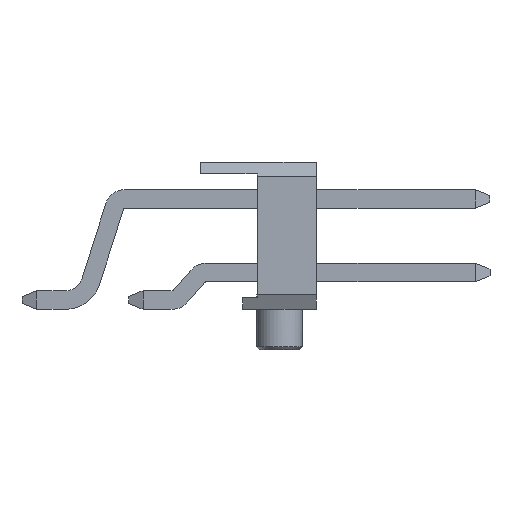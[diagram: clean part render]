
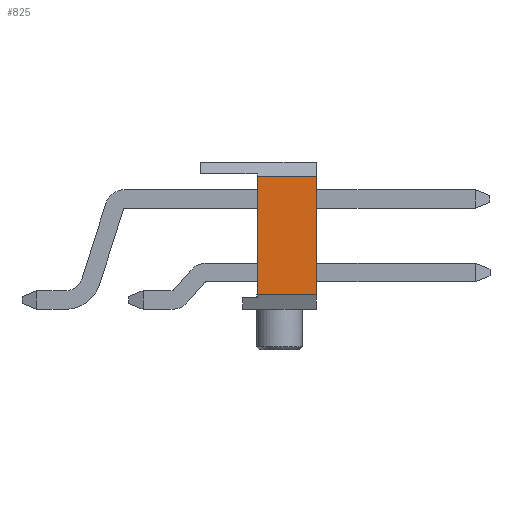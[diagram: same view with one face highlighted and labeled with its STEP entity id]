
A CAD part, left-side view. The second image highlights one B-rep face of the part: STEP entity #825.
In plain terms, the highlighted planar face has unit normal (-1, 0, 0).
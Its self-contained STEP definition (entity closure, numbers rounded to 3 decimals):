
#825 = ADVANCED_FACE( '', ( #1738 ), #1739, .T. );
#1738 = FACE_OUTER_BOUND( '', #2796, .T. );
#1739 = PLANE( '', #2797 );
#2796 = EDGE_LOOP( '', ( #4661, #4662, #4663, #4664 ) );
#2797 = AXIS2_PLACEMENT_3D( '', #4665, #4666, #4667 );
#4661 = ORIENTED_EDGE( '', *, *, #7106, .F. );
#4662 = ORIENTED_EDGE( '', *, *, #7107, .T. );
#4663 = ORIENTED_EDGE( '', *, *, #7064, .F. );
#4664 = ORIENTED_EDGE( '', *, *, #6700, .T. );
#4665 = CARTESIAN_POINT( '', ( -10.16, 0., 0. ) );
#4666 = DIRECTION( '', ( -1., 0., 0. ) );
#4667 = DIRECTION( '', ( 0., 0., 1. ) );
#6700 = EDGE_CURVE( '', #8078, #8075, #8079, .T. );
#7064 = EDGE_CURVE( '', #8078, #8630, #8638, .T. );
#7106 = EDGE_CURVE( '', #8696, #8075, #8697, .T. );
#7107 = EDGE_CURVE( '', #8696, #8630, #8698, .T. );
#8075 = VERTEX_POINT( '', #9954 );
#8078 = VERTEX_POINT( '', #9958 );
#8079 = LINE( '', #9959, #9960 );
#8630 = VERTEX_POINT( '', #10788 );
#8638 = LINE( '', #10800, #10801 );
#8696 = VERTEX_POINT( '', #10888 );
#8697 = LINE( '', #10889, #10890 );
#8698 = LINE( '', #10891, #10892 );
#9954 = CARTESIAN_POINT( '', ( -10.16, -1.27, 2.04 ) );
#9958 = CARTESIAN_POINT( '', ( -10.16, -1.27, -2.04 ) );
#9959 = CARTESIAN_POINT( '', ( -10.16, -1.27, -2.54 ) );
#9960 = VECTOR( '', #12014, 1000. );
#10788 = CARTESIAN_POINT( '', ( -10.16, 0.77, -2.04 ) );
#10800 = CARTESIAN_POINT( '', ( -10.16, 0., -2.04 ) );
#10801 = VECTOR( '', #12326, 1000. );
#10888 = CARTESIAN_POINT( '', ( -10.16, 0.77, 2.04 ) );
#10889 = CARTESIAN_POINT( '', ( -10.16, 0., 2.04 ) );
#10890 = VECTOR( '', #12356, 1000. );
#10891 = CARTESIAN_POINT( '', ( -10.16, 0.77, -2.14 ) );
#10892 = VECTOR( '', #12357, 1000. );
#12014 = DIRECTION( '', ( 0., 0., 1. ) );
#12326 = DIRECTION( '', ( 0., 1., 0. ) );
#12356 = DIRECTION( '', ( 0., -1., 0. ) );
#12357 = DIRECTION( '', ( 0., 0., -1. ) );
